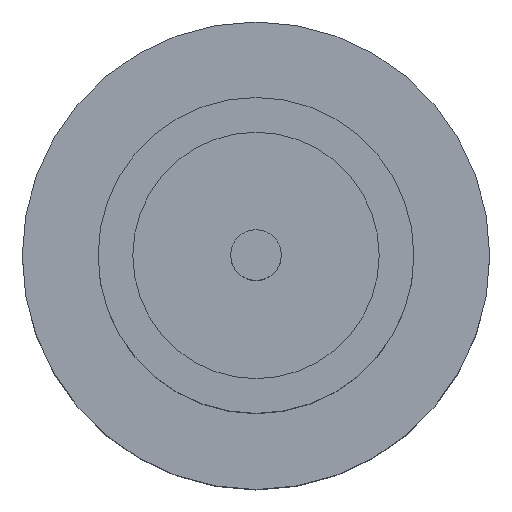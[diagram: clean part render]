
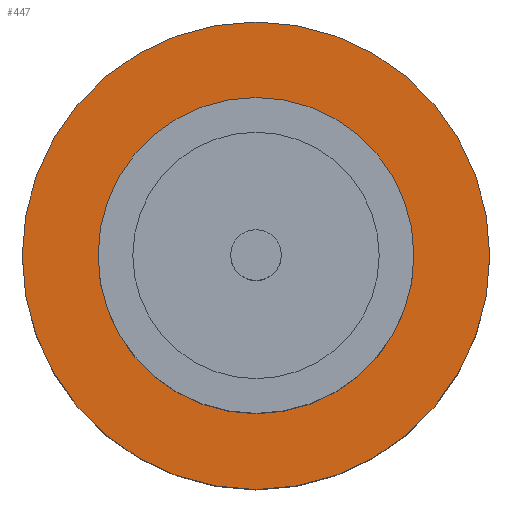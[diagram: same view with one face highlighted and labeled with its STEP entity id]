
A CAD part, top view. The second image highlights one B-rep face of the part: STEP entity #447.
In plain terms, the highlighted planar face has unit normal (0, 0, 1).
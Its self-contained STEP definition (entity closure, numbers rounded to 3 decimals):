
#12 = ORIENTED_EDGE ( 'NONE', *, *, #392, .T. ) ;
#27 = EDGE_CURVE ( 'NONE', #509, #752, #183, .T. ) ;
#66 = DIRECTION ( 'NONE',  ( 1., 0., 0. ) ) ;
#69 = EDGE_LOOP ( 'NONE', ( #615, #12 ) ) ;
#118 = VERTEX_POINT ( 'NONE', #194 ) ;
#157 = CARTESIAN_POINT ( 'NONE',  ( 0., 0., 1.55 ) ) ;
#164 = DIRECTION ( 'NONE',  ( 1., 0., 0. ) ) ;
#183 = CIRCLE ( 'NONE', #203, 1.25 ) ;
#193 = EDGE_CURVE ( 'NONE', #763, #118, #251, .T. ) ;
#194 = CARTESIAN_POINT ( 'NONE',  ( 1.85, 0., 1.55 ) ) ;
#203 = AXIS2_PLACEMENT_3D ( 'NONE', #344, #330, #388 ) ;
#233 = CIRCLE ( 'NONE', #472, 1.25 ) ;
#235 = EDGE_CURVE ( 'NONE', #752, #509, #233, .T. ) ;
#241 = FACE_BOUND ( 'NONE', #749, .T. ) ;
#242 = AXIS2_PLACEMENT_3D ( 'NONE', #642, #423, #426 ) ;
#251 = CIRCLE ( 'NONE', #552, 1.85 ) ;
#270 = DIRECTION ( 'NONE',  ( 1., 0., 0. ) ) ;
#330 = DIRECTION ( 'NONE',  ( 0., 0., 1. ) ) ;
#344 = CARTESIAN_POINT ( 'NONE',  ( 0., 0., 1.55 ) ) ;
#352 = AXIS2_PLACEMENT_3D ( 'NONE', #157, #549, #164 ) ;
#388 = DIRECTION ( 'NONE',  ( 1., 0., 0. ) ) ;
#390 = DIRECTION ( 'NONE',  ( 0., 0., 1. ) ) ;
#392 = EDGE_CURVE ( 'NONE', #118, #763, #586, .T. ) ;
#423 = DIRECTION ( 'NONE',  ( 0., 0., 1. ) ) ;
#426 = DIRECTION ( 'NONE',  ( 1., 0., 0. ) ) ;
#429 = CARTESIAN_POINT ( 'NONE',  ( -1.25, 0., 1.55 ) ) ;
#447 = ADVANCED_FACE ( 'NONE', ( #241, #490 ), #480, .T. ) ;
#472 = AXIS2_PLACEMENT_3D ( 'NONE', #657, #390, #270 ) ;
#480 = PLANE ( 'NONE',  #242 ) ;
#490 = FACE_OUTER_BOUND ( 'NONE', #69, .T. ) ;
#504 = CARTESIAN_POINT ( 'NONE',  ( 1.25, 0., 1.55 ) ) ;
#509 = VERTEX_POINT ( 'NONE', #429 ) ;
#549 = DIRECTION ( 'NONE',  ( 0., 0., 1. ) ) ;
#552 = AXIS2_PLACEMENT_3D ( 'NONE', #786, #842, #66 ) ;
#577 = CARTESIAN_POINT ( 'NONE',  ( -1.85, 0., 1.55 ) ) ;
#586 = CIRCLE ( 'NONE', #352, 1.85 ) ;
#591 = ORIENTED_EDGE ( 'NONE', *, *, #235, .F. ) ;
#615 = ORIENTED_EDGE ( 'NONE', *, *, #193, .T. ) ;
#642 = CARTESIAN_POINT ( 'NONE',  ( 0., 0., 1.55 ) ) ;
#657 = CARTESIAN_POINT ( 'NONE',  ( 0., 0., 1.55 ) ) ;
#697 = ORIENTED_EDGE ( 'NONE', *, *, #27, .F. ) ;
#749 = EDGE_LOOP ( 'NONE', ( #591, #697 ) ) ;
#752 = VERTEX_POINT ( 'NONE', #504 ) ;
#763 = VERTEX_POINT ( 'NONE', #577 ) ;
#786 = CARTESIAN_POINT ( 'NONE',  ( 0., 0., 1.55 ) ) ;
#842 = DIRECTION ( 'NONE',  ( 0., 0., 1. ) ) ;
